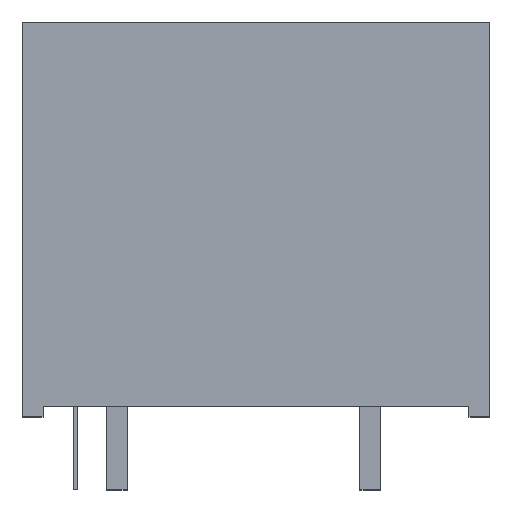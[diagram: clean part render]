
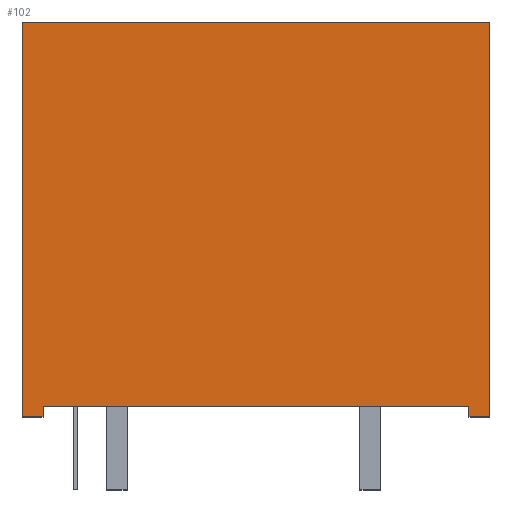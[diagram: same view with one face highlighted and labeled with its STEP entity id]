
A CAD part, top view. The second image highlights one B-rep face of the part: STEP entity #102.
In plain terms, the highlighted planar face has unit normal (0, 0, 1).
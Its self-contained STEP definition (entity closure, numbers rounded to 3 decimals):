
#3 = DIRECTION ( 'NONE',  ( 0., -1., 0. ) ) ;
#25 = ORIENTED_EDGE ( 'NONE', *, *, #573, .F. ) ;
#45 = ORIENTED_EDGE ( 'NONE', *, *, #228, .T. ) ;
#58 = VECTOR ( 'NONE', #1552, 1000. ) ;
#59 = EDGE_CURVE ( 'NONE', #1424, #421, #1016, .T. ) ;
#69 = CARTESIAN_POINT ( 'NONE',  ( -11.25, 19., 8.25 ) ) ;
#84 = CARTESIAN_POINT ( 'NONE',  ( 11.25, 19., 8.25 ) ) ;
#86 = CARTESIAN_POINT ( 'NONE',  ( -11.25, 0.5, 8.25 ) ) ;
#102 = ADVANCED_FACE ( 'NONE', ( #1521 ), #1384, .F. ) ;
#105 = CARTESIAN_POINT ( 'NONE',  ( -10.25, 0.5, 8.25 ) ) ;
#108 = VECTOR ( 'NONE', #773, 1000. ) ;
#124 = ORIENTED_EDGE ( 'NONE', *, *, #875, .T. ) ;
#143 = CARTESIAN_POINT ( 'NONE',  ( -11.25, 0., 8.25 ) ) ;
#196 = CARTESIAN_POINT ( 'NONE',  ( -11.25, 19., 8.25 ) ) ;
#216 = VERTEX_POINT ( 'NONE', #808 ) ;
#218 = CARTESIAN_POINT ( 'NONE',  ( -10.25, 0., 8.25 ) ) ;
#227 = ORIENTED_EDGE ( 'NONE', *, *, #1553, .F. ) ;
#228 = EDGE_CURVE ( 'NONE', #216, #1343, #1432, .T. ) ;
#244 = CARTESIAN_POINT ( 'NONE',  ( 10.25, 0.5, 8.25 ) ) ;
#308 = VECTOR ( 'NONE', #437, 1000. ) ;
#314 = CARTESIAN_POINT ( 'NONE',  ( 10.25, -2.236, 8.25 ) ) ;
#352 = ORIENTED_EDGE ( 'NONE', *, *, #1410, .T. ) ;
#404 = ORIENTED_EDGE ( 'NONE', *, *, #59, .F. ) ;
#421 = VERTEX_POINT ( 'NONE', #1104 ) ;
#437 = DIRECTION ( 'NONE',  ( 1., 0., 0. ) ) ;
#539 = DIRECTION ( 'NONE',  ( 0., 0., -1. ) ) ;
#573 = EDGE_CURVE ( 'NONE', #216, #1424, #1153, .T. ) ;
#581 = EDGE_CURVE ( 'NONE', #1343, #1277, #1183, .T. ) ;
#617 = CARTESIAN_POINT ( 'NONE',  ( 10.25, 0., 8.25 ) ) ;
#636 = VERTEX_POINT ( 'NONE', #105 ) ;
#697 = CARTESIAN_POINT ( 'NONE',  ( -11.25, 0., 8.25 ) ) ;
#773 = DIRECTION ( 'NONE',  ( 0., -1., 0. ) ) ;
#808 = CARTESIAN_POINT ( 'NONE',  ( -11.25, 19., 8.25 ) ) ;
#816 = VECTOR ( 'NONE', #880, 1000. ) ;
#819 = ORIENTED_EDGE ( 'NONE', *, *, #1232, .T. ) ;
#831 = AXIS2_PLACEMENT_3D ( 'NONE', #196, #539, #896 ) ;
#875 = EDGE_CURVE ( 'NONE', #1321, #421, #1434, .T. ) ;
#880 = DIRECTION ( 'NONE',  ( 0., 1., 0. ) ) ;
#896 = DIRECTION ( 'NONE',  ( 0., -1., 0. ) ) ;
#915 = EDGE_LOOP ( 'NONE', ( #352, #819, #227, #124, #404, #25, #45, #1001 ) ) ;
#970 = CARTESIAN_POINT ( 'NONE',  ( 11.25, 19., 8.25 ) ) ;
#1001 = ORIENTED_EDGE ( 'NONE', *, *, #581, .T. ) ;
#1016 = LINE ( 'NONE', #84, #108 ) ;
#1032 = LINE ( 'NONE', #314, #816 ) ;
#1104 = CARTESIAN_POINT ( 'NONE',  ( 11.25, 0., 8.25 ) ) ;
#1142 = VECTOR ( 'NONE', #3, 1000. ) ;
#1153 = LINE ( 'NONE', #69, #1220 ) ;
#1172 = LINE ( 'NONE', #86, #308 ) ;
#1183 = LINE ( 'NONE', #697, #58 ) ;
#1208 = DIRECTION ( 'NONE',  ( 1., 0., 0. ) ) ;
#1220 = VECTOR ( 'NONE', #1303, 1000. ) ;
#1229 = DIRECTION ( 'NONE',  ( 0., 1., 0. ) ) ;
#1232 = EDGE_CURVE ( 'NONE', #636, #1331, #1172, .T. ) ;
#1277 = VERTEX_POINT ( 'NONE', #218 ) ;
#1303 = DIRECTION ( 'NONE',  ( 1., 0., 0. ) ) ;
#1321 = VERTEX_POINT ( 'NONE', #617 ) ;
#1327 = CARTESIAN_POINT ( 'NONE',  ( 10.25, 0., 8.25 ) ) ;
#1328 = CARTESIAN_POINT ( 'NONE',  ( -10.25, -2.236, 8.25 ) ) ;
#1331 = VERTEX_POINT ( 'NONE', #244 ) ;
#1343 = VERTEX_POINT ( 'NONE', #143 ) ;
#1345 = LINE ( 'NONE', #1328, #1376 ) ;
#1376 = VECTOR ( 'NONE', #1229, 1000. ) ;
#1384 = PLANE ( 'NONE',  #831 ) ;
#1410 = EDGE_CURVE ( 'NONE', #1277, #636, #1345, .T. ) ;
#1424 = VERTEX_POINT ( 'NONE', #970 ) ;
#1432 = LINE ( 'NONE', #1538, #1142 ) ;
#1434 = LINE ( 'NONE', #1327, #1445 ) ;
#1445 = VECTOR ( 'NONE', #1208, 1000. ) ;
#1521 = FACE_OUTER_BOUND ( 'NONE', #915, .T. ) ;
#1538 = CARTESIAN_POINT ( 'NONE',  ( -11.25, 19., 8.25 ) ) ;
#1552 = DIRECTION ( 'NONE',  ( 1., 0., 0. ) ) ;
#1553 = EDGE_CURVE ( 'NONE', #1321, #1331, #1032, .T. ) ;
